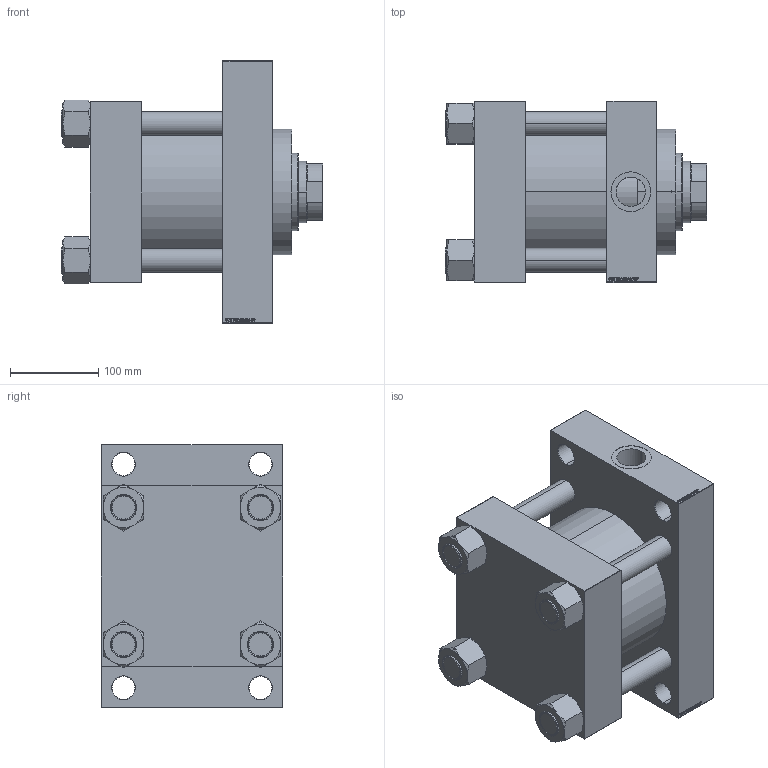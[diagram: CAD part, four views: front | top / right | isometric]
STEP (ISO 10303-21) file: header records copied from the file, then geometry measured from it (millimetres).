
FILE_DESCRIPTION (( 'STEP AP203' ), '1' );
FILE_NAME ('d36f.STEP', '2022-04-16T22:52:10', ( '' ), ( '' ), 'SwSTEP 2.0', 'SolidWorks 2019', '' );
FILE_SCHEMA (( 'CONFIG_CONTROL_DESIGN' ));
Length unit declared in the file: millimetre
Products named in the file (6): V215CD_VC_A 17b5697dda7e66252a38a74c8cc2459e; V215CD_NUT_M5_D 17b5697dda7e66252a38a74c8cc2459e; V215CD_VCP_D 17b5697dda7e66252a38a74c8cc2459e; V215CD_D_Body 17b5697dda7e66252a38a74c8cc2459e; V215CD_D_TYCINKA 17b5697dda7e66252a38a74c8cc2459e; d36f
Assembly tree (11 placements, depth 2):
  d36f
    V215CD_D_Body 17b5697dda7e66252a38a74c8cc2459e
    V215CD_VC_A 17b5697dda7e66252a38a74c8cc2459e
    V215CD_VCP_D 17b5697dda7e66252a38a74c8cc2459e
    V215CD_D_TYCINKA 17b5697dda7e66252a38a74c8cc2459e  x4
    V215CD_NUT_M5_D 17b5697dda7e66252a38a74c8cc2459e  x4
Bounding box: 296 x 205 x 297 mm (x, y, z)
Volume: 7855685.8 mm3; surface area: 729855.4 mm2
Topology: 11 solids, 11 shells, 1155 faces, 2916 edges, 1895 vertices
Faces by surface type: plane 546, bspline 368, cone 142, cylinder 91, torus 8
Entity records: 47842 total; most frequent: CARTESIAN_POINT 25239, ORIENTED_EDGE 5096, DIRECTION 3286, EDGE_CURVE 2548, VERTEX_POINT 1673, LINE 1530, VECTOR 1530, EDGE_LOOP 1131
